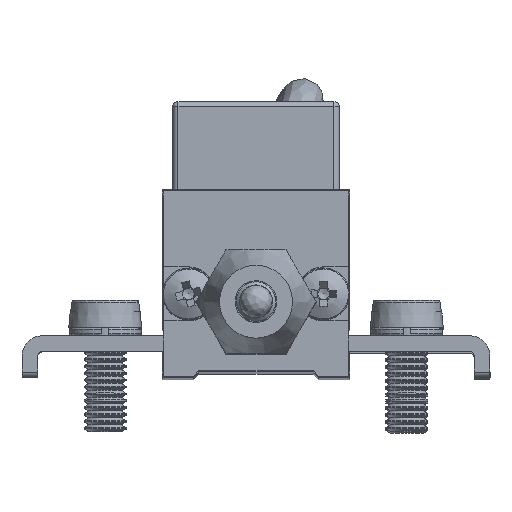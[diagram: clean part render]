
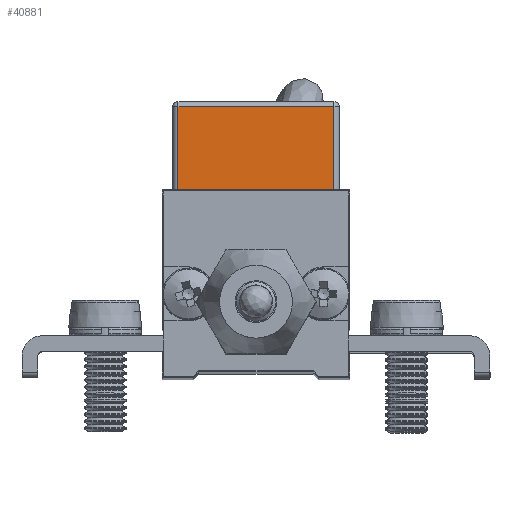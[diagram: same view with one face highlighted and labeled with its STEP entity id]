
A CAD part, top view. The second image highlights one B-rep face of the part: STEP entity #40881.
In plain terms, the highlighted planar face has unit normal (0, 0, 1).
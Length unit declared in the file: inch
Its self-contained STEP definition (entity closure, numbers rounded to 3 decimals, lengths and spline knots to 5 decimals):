
#2553 = ORIENTED_EDGE ( 'NONE', *, *, #19965, .F. ) ;
#2644 = CARTESIAN_POINT ( 'NONE',  ( 0.03937, 0.70866, 0.00394 ) ) ;
#2797 = ORIENTED_EDGE ( 'NONE', *, *, #23288, .F. ) ;
#3330 = VERTEX_POINT ( 'NONE', #11443 ) ;
#6034 = AXIS2_PLACEMENT_3D ( 'NONE', #10502, #23285, #24020 ) ;
#7558 = VERTEX_POINT ( 'NONE', #43999 ) ;
#8039 = LINE ( 'NONE', #35332, #31945 ) ;
#9168 = LINE ( 'NONE', #46363, #15089 ) ;
#10502 = CARTESIAN_POINT ( 'NONE',  ( 0.03937, 1.04331, 0.00394 ) ) ;
#10992 = CARTESIAN_POINT ( 'NONE',  ( 0.05906, 1.02362, 0.00394 ) ) ;
#11443 = CARTESIAN_POINT ( 'NONE',  ( 0.05906, 0.70866, 0.00394 ) ) ;
#12047 = EDGE_LOOP ( 'NONE', ( #46362, #2797, #19540, #2553 ) ) ;
#13319 = EDGE_CURVE ( 'NONE', #3330, #34974, #8039, .T. ) ;
#15089 = VECTOR ( 'NONE', #35021, 39.37008 ) ;
#15450 = CARTESIAN_POINT ( 'NONE',  ( 0.03937, 1.02362, 0.00394 ) ) ;
#17631 = EDGE_CURVE ( 'NONE', #41322, #7558, #9168, .T. ) ;
#18045 = FACE_OUTER_BOUND ( 'NONE', #12047, .T. ) ;
#18621 = CARTESIAN_POINT ( 'NONE',  ( 0.64961, 1.02362, 0.00394 ) ) ;
#19540 = ORIENTED_EDGE ( 'NONE', *, *, #17631, .F. ) ;
#19965 = EDGE_CURVE ( 'NONE', #34974, #41322, #23703, .T. ) ;
#21773 = PLANE ( 'NONE',  #6034 ) ;
#23285 = DIRECTION ( 'NONE',  ( 0., 0., -1. ) ) ;
#23288 = EDGE_CURVE ( 'NONE', #7558, #3330, #36986, .T. ) ;
#23703 = LINE ( 'NONE', #15450, #43012 ) ;
#24020 = DIRECTION ( 'NONE',  ( 0., 1., 0. ) ) ;
#27325 = DIRECTION ( 'NONE',  ( 0., 1., 0. ) ) ;
#31945 = VECTOR ( 'NONE', #27325, 39.37008 ) ;
#34974 = VERTEX_POINT ( 'NONE', #10992 ) ;
#35021 = DIRECTION ( 'NONE',  ( 0., -1., 0. ) ) ;
#35332 = CARTESIAN_POINT ( 'NONE',  ( 0.05906, 1.04331, 0.00394 ) ) ;
#36986 = LINE ( 'NONE', #2644, #44933 ) ;
#38994 = DIRECTION ( 'NONE',  ( 1., 0., 0. ) ) ;
#40881 = ADVANCED_FACE ( 'NONE', ( #18045 ), #21773, .F. ) ;
#41322 = VERTEX_POINT ( 'NONE', #18621 ) ;
#43012 = VECTOR ( 'NONE', #38994, 39.37008 ) ;
#43999 = CARTESIAN_POINT ( 'NONE',  ( 0.64961, 0.70866, 0.00394 ) ) ;
#44933 = VECTOR ( 'NONE', #48828, 39.37008 ) ;
#46362 = ORIENTED_EDGE ( 'NONE', *, *, #13319, .F. ) ;
#46363 = CARTESIAN_POINT ( 'NONE',  ( 0.64961, 1.04331, 0.00394 ) ) ;
#48828 = DIRECTION ( 'NONE',  ( -1., 0., 0. ) ) ;
